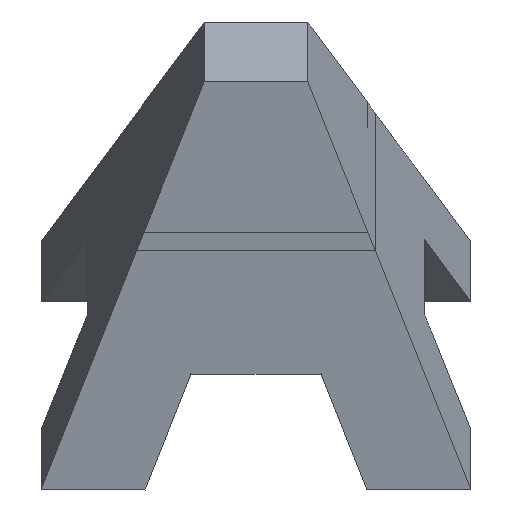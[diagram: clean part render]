
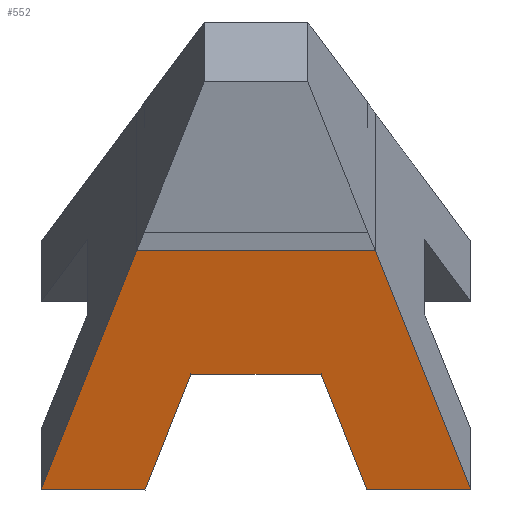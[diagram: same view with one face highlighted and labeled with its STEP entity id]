
A CAD part, isometric view. The second image highlights one B-rep face of the part: STEP entity #552.
In plain terms, the highlighted face is planar.
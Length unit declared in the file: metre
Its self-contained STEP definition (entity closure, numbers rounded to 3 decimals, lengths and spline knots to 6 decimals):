
#140=ORIENTED_EDGE('',*,*,#240,.T.);
#141=ORIENTED_EDGE('',*,*,#215,.T.);
#142=ORIENTED_EDGE('',*,*,#212,.T.);
#143=ORIENTED_EDGE('',*,*,#241,.T.);
#144=ORIENTED_EDGE('',*,*,#210,.T.);
#145=ORIENTED_EDGE('',*,*,#223,.T.);
#146=ORIENTED_EDGE('',*,*,#232,.F.);
#147=ORIENTED_EDGE('',*,*,#198,.T.);
#198=EDGE_CURVE('',#263,#262,#318,.T.);
#210=EDGE_CURVE('',#275,#274,#330,.T.);
#212=EDGE_CURVE('',#276,#277,#332,.T.);
#215=EDGE_CURVE('',#278,#276,#335,.T.);
#223=EDGE_CURVE('',#274,#282,#343,.T.);
#232=EDGE_CURVE('',#263,#282,#352,.T.);
#240=EDGE_CURVE('',#262,#278,#360,.T.);
#241=EDGE_CURVE('',#277,#275,#361,.T.);
#262=VERTEX_POINT('',#828);
#263=VERTEX_POINT('',#830);
#274=VERTEX_POINT('',#855);
#275=VERTEX_POINT('',#857);
#276=VERTEX_POINT('',#861);
#277=VERTEX_POINT('',#862);
#278=VERTEX_POINT('',#867);
#282=VERTEX_POINT('',#881);
#318=LINE('',#829,#390);
#330=LINE('',#856,#402);
#332=LINE('',#860,#404);
#335=LINE('',#866,#407);
#343=LINE('',#883,#415);
#352=LINE('',#901,#424);
#360=LINE('',#914,#432);
#361=LINE('',#915,#433);
#390=VECTOR('',#686,1.);
#402=VECTOR('',#704,1.);
#404=VECTOR('',#708,1.);
#407=VECTOR('',#713,1.);
#415=VECTOR('',#727,1.);
#424=VECTOR('',#742,1.);
#432=VECTOR('',#756,1.);
#433=VECTOR('',#757,1.);
#462=EDGE_LOOP('',(#140,#141,#142,#143,#144,#145,#146,#147));
#492=FACE_BOUND('',#462,.T.);
#522=PLANE('',#623);
#552=ADVANCED_FACE('',(#492),#522,.T.);
#623=AXIS2_PLACEMENT_3D('',#913,#754,#755);
#686=DIRECTION('',(-0.707,0.,-0.707));
#704=DIRECTION('',(-0.004,-0.859,0.512));
#708=DIRECTION('',(0.512,0.859,-0.004));
#713=DIRECTION('',(0.707,0.,0.707));
#727=DIRECTION('',(0.707,0.,0.707));
#742=DIRECTION('',(0.,-0.858,0.514));
#754=DIRECTION('',(-0.651,0.391,0.651));
#755=DIRECTION('',(-0.707,0.,-0.707));
#756=DIRECTION('',(-0.514,-0.858,0.));
#757=DIRECTION('',(0.707,0.,0.707));
#828=CARTESIAN_POINT('',(-0.002776,0.000403,0.));
#829=CARTESIAN_POINT('',(-0.003082,0.000403,-0.000305));
#830=CARTESIAN_POINT('',(0.,0.000403,0.002776));
#855=CARTESIAN_POINT('',(-0.001211,-0.003304,0.003789));
#856=CARTESIAN_POINT('',(-0.001199,-0.000663,0.002217));
#857=CARTESIAN_POINT('',(-0.001203,-0.001506,0.002719));
#860=CARTESIAN_POINT('',(-0.003097,-0.00214,0.001205));
#861=CARTESIAN_POINT('',(-0.003789,-0.003304,0.001211));
#862=CARTESIAN_POINT('',(-0.002719,-0.001506,0.001203));
#866=CARTESIAN_POINT('',(-0.004193,-0.003304,0.000807));
#867=CARTESIAN_POINT('',(-0.005,-0.003304,0.));
#881=CARTESIAN_POINT('',(0.,-0.003304,0.005));
#883=CARTESIAN_POINT('',(-0.004193,-0.003304,0.000807));
#901=CARTESIAN_POINT('',(0.,-0.001614,0.003986));
#913=CARTESIAN_POINT('',(-0.003732,-0.001766,0.000345));
#914=CARTESIAN_POINT('',(-0.003986,-0.001614,0.));
#915=CARTESIAN_POINT('',(-0.003654,-0.001506,0.000267));
